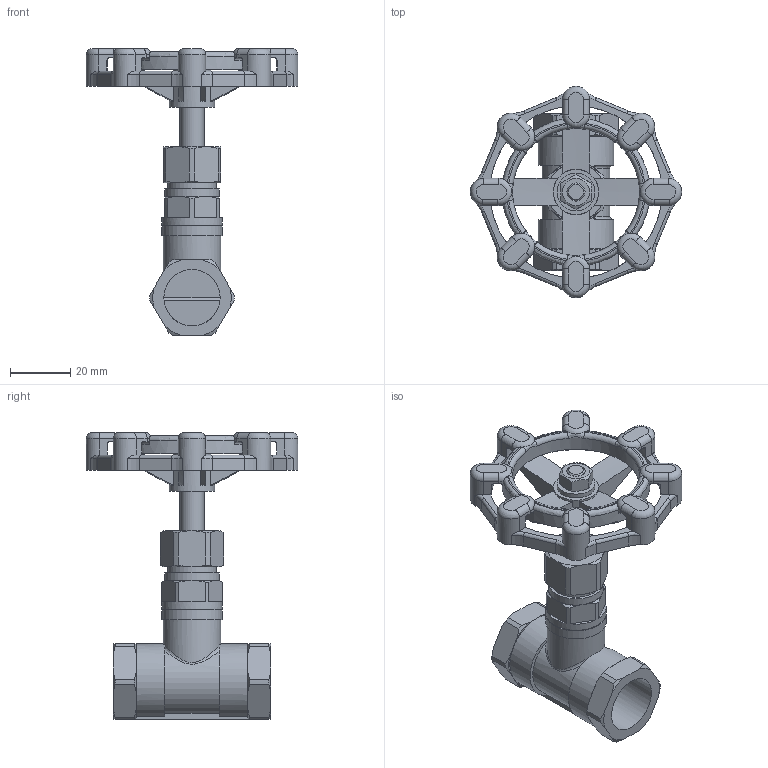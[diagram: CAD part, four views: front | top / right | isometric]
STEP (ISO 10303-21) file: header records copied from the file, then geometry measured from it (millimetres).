
FILE_DESCRIPTION(/* description */ ('Unknown'),/* implementation_level */ '2;1');
FILE_NAME(/* name */ '9120-04',/* time_stamp */ '2023-02-02T10:39:44+01:00',/* author */ ('Unknown'),/* organization */ ('Unknown'),/* preprocessor_version */ 'ST-DEVELOPER v16.7',/* originating_system */ 'Solid Edge',/* authorisation */ 'Unknown');
FILE_SCHEMA (('AUTOMOTIVE_DESIGN {1 0 10303 214 3 1 1}'));
Length unit declared in the file: millimetre
Products named in the file (5): 9120-04; DIN125-6_4.1.2; Handrad ø70; WUERTH 03226 hexagonal nut DIN 934  M6 A2 BLK_EDST
Assembly tree (4 placements, depth 2):
  9120-04
    DIN125-6_4.1.2
    Handrad ø70
    9120-04
    WUERTH 03226 hexagonal nut DIN 934  M6 A2 BLK_EDST
Bounding box: 70 x 70 x 95 mm (x, y, z)
Volume: 41539.5 mm3; surface area: 23328 mm2
Topology: 4 solids, 4 shells, 411 faces, 1132 edges, 717 vertices
Faces by surface type: plane 172, cylinder 107, torus 65, cone 55, bspline 10, sphere 2
Full cylindrical faces by diameter (mm): 4.917 x1, 6 x1, 6.3 x1, 6.4 x1, 8 x1, 12.5 x1, 15 x1, 16 x1, 18 x1, 18.631 x1, 19 x2, 20 x2, 42 x1, 49 x1, 57 x1
Entity records: 14895 total; most frequent: CARTESIAN_POINT 3398, ORIENTED_EDGE 2186, DIRECTION 2146, EDGE_CURVE 1093, AXIS2_PLACEMENT_3D 883, VERTEX_POINT 702, CIRCLE 477, EDGE_LOOP 455
